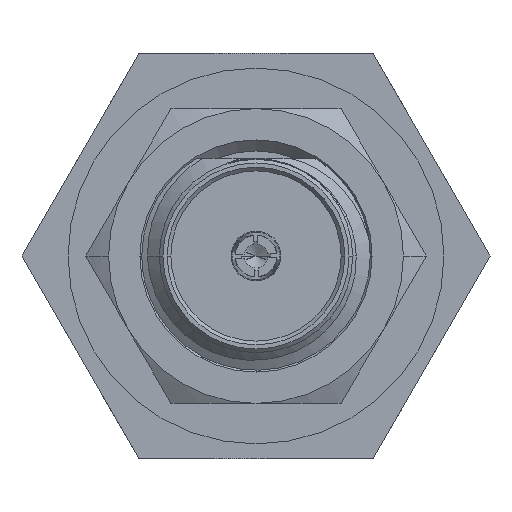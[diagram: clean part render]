
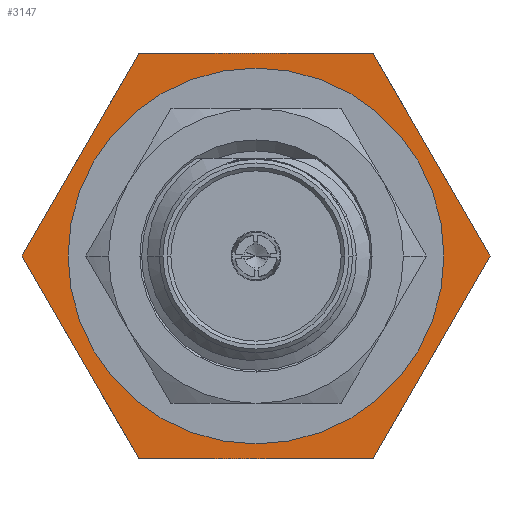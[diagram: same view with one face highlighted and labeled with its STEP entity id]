
A CAD part, left-side view. The second image highlights one B-rep face of the part: STEP entity #3147.
In plain terms, the highlighted planar face has unit normal (-1, 0, 0).
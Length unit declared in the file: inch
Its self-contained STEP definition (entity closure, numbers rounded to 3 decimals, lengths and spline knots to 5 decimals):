
#34 = EDGE_CURVE ( 'NONE', #930, #10626, #5080, .T. ) ;
#260 = CARTESIAN_POINT ( 'NONE',  ( 0.41339, 0.12502, -0.21654 ) ) ;
#668 = CARTESIAN_POINT ( 'NONE',  ( 0.41339, -0.25003, 0. ) ) ;
#701 = ORIENTED_EDGE ( 'NONE', *, *, #713, .T. ) ;
#713 = EDGE_CURVE ( 'NONE', #1136, #7776, #3729, .T. ) ;
#930 = VERTEX_POINT ( 'NONE', #6597 ) ;
#1012 = VECTOR ( 'NONE', #8501, 39.37008 ) ;
#1014 = CARTESIAN_POINT ( 'NONE',  ( 0.41339, -0.12502, 0.21654 ) ) ;
#1088 = CARTESIAN_POINT ( 'NONE',  ( 0.41339, -0.19094, 0. ) ) ;
#1136 = VERTEX_POINT ( 'NONE', #1088 ) ;
#1439 = EDGE_CURVE ( 'NONE', #4766, #4671, #8572, .T. ) ;
#1717 = CARTESIAN_POINT ( 'NONE',  ( 0.41339, 0.25003, 0. ) ) ;
#1771 = VERTEX_POINT ( 'NONE', #4134 ) ;
#2201 = CARTESIAN_POINT ( 'NONE',  ( 0.41339, 0.12502, -0.21654 ) ) ;
#2561 = EDGE_CURVE ( 'NONE', #1771, #10088, #6851, .T. ) ;
#3018 = FACE_OUTER_BOUND ( 'NONE', #7105, .T. ) ;
#3147 = ADVANCED_FACE ( 'NONE', ( #10573, #3018 ), #7048, .T. ) ;
#3424 = ORIENTED_EDGE ( 'NONE', *, *, #3615, .F. ) ;
#3442 = ORIENTED_EDGE ( 'NONE', *, *, #34, .F. ) ;
#3473 = EDGE_LOOP ( 'NONE', ( #10393, #701 ) ) ;
#3571 = DIRECTION ( 'NONE',  ( 0., 1., 0. ) ) ;
#3615 = EDGE_CURVE ( 'NONE', #4671, #930, #5530, .T. ) ;
#3729 = CIRCLE ( 'NONE', #9633, 0.19094 ) ;
#4070 = DIRECTION ( 'NONE',  ( 0., 0.5, 0.866 ) ) ;
#4134 = CARTESIAN_POINT ( 'NONE',  ( 0.41339, 0.25003, 0. ) ) ;
#4245 = CARTESIAN_POINT ( 'NONE',  ( 0.41339, -0.12502, -0.21654 ) ) ;
#4386 = ORIENTED_EDGE ( 'NONE', *, *, #1439, .F. ) ;
#4462 = ORIENTED_EDGE ( 'NONE', *, *, #8912, .F. ) ;
#4526 = DIRECTION ( 'NONE',  ( 0., -1., 0. ) ) ;
#4618 = CARTESIAN_POINT ( 'NONE',  ( 0.41339, 0.25003, 0. ) ) ;
#4671 = VERTEX_POINT ( 'NONE', #10322 ) ;
#4766 = VERTEX_POINT ( 'NONE', #6390 ) ;
#4804 = EDGE_CURVE ( 'NONE', #10626, #1771, #5562, .T. ) ;
#4807 = AXIS2_PLACEMENT_3D ( 'NONE', #4618, #6380, #8762 ) ;
#5080 = LINE ( 'NONE', #4245, #10601 ) ;
#5223 = AXIS2_PLACEMENT_3D ( 'NONE', #10298, #10182, #6820 ) ;
#5530 = LINE ( 'NONE', #668, #10859 ) ;
#5562 = LINE ( 'NONE', #2201, #5706 ) ;
#5706 = VECTOR ( 'NONE', #4070, 39.37008 ) ;
#5973 = ORIENTED_EDGE ( 'NONE', *, *, #2561, .F. ) ;
#6130 = EDGE_CURVE ( 'NONE', #7776, #1136, #9630, .T. ) ;
#6180 = LINE ( 'NONE', #6282, #7534 ) ;
#6282 = CARTESIAN_POINT ( 'NONE',  ( 0.41339, 0.12502, 0.21654 ) ) ;
#6380 = DIRECTION ( 'NONE',  ( -1., 0., 0. ) ) ;
#6390 = CARTESIAN_POINT ( 'NONE',  ( 0.41339, -0.12502, 0.21654 ) ) ;
#6597 = CARTESIAN_POINT ( 'NONE',  ( 0.41339, -0.12502, -0.21654 ) ) ;
#6652 = VECTOR ( 'NONE', #6973, 39.37008 ) ;
#6820 = DIRECTION ( 'NONE',  ( 0., 1., 0. ) ) ;
#6851 = LINE ( 'NONE', #1717, #1012 ) ;
#6941 = CARTESIAN_POINT ( 'NONE',  ( 0.41339, 0., 0. ) ) ;
#6973 = DIRECTION ( 'NONE',  ( 0., -0.5, -0.866 ) ) ;
#7048 = PLANE ( 'NONE',  #4807 ) ;
#7105 = EDGE_LOOP ( 'NONE', ( #5973, #8145, #3442, #3424, #4386, #4462 ) ) ;
#7341 = DIRECTION ( 'NONE',  ( 0., 0.5, -0.866 ) ) ;
#7534 = VECTOR ( 'NONE', #4526, 39.37008 ) ;
#7776 = VERTEX_POINT ( 'NONE', #10691 ) ;
#8145 = ORIENTED_EDGE ( 'NONE', *, *, #4804, .F. ) ;
#8501 = DIRECTION ( 'NONE',  ( 0., -0.5, 0.866 ) ) ;
#8546 = CARTESIAN_POINT ( 'NONE',  ( 0.41339, 0.12502, 0.21654 ) ) ;
#8572 = LINE ( 'NONE', #1014, #6652 ) ;
#8762 = DIRECTION ( 'NONE',  ( 0., -1., 0. ) ) ;
#8912 = EDGE_CURVE ( 'NONE', #10088, #4766, #6180, .T. ) ;
#9630 = CIRCLE ( 'NONE', #5223, 0.19094 ) ;
#9633 = AXIS2_PLACEMENT_3D ( 'NONE', #6941, #10354, #3571 ) ;
#10088 = VERTEX_POINT ( 'NONE', #8546 ) ;
#10147 = DIRECTION ( 'NONE',  ( 0., 1., 0. ) ) ;
#10182 = DIRECTION ( 'NONE',  ( 1., 0., 0. ) ) ;
#10298 = CARTESIAN_POINT ( 'NONE',  ( 0.41339, 0., 0. ) ) ;
#10322 = CARTESIAN_POINT ( 'NONE',  ( 0.41339, -0.25003, 0. ) ) ;
#10354 = DIRECTION ( 'NONE',  ( 1., 0., 0. ) ) ;
#10393 = ORIENTED_EDGE ( 'NONE', *, *, #6130, .T. ) ;
#10573 = FACE_BOUND ( 'NONE', #3473, .T. ) ;
#10601 = VECTOR ( 'NONE', #10147, 39.37008 ) ;
#10626 = VERTEX_POINT ( 'NONE', #260 ) ;
#10691 = CARTESIAN_POINT ( 'NONE',  ( 0.41339, 0.19094, 0. ) ) ;
#10859 = VECTOR ( 'NONE', #7341, 39.37008 ) ;
